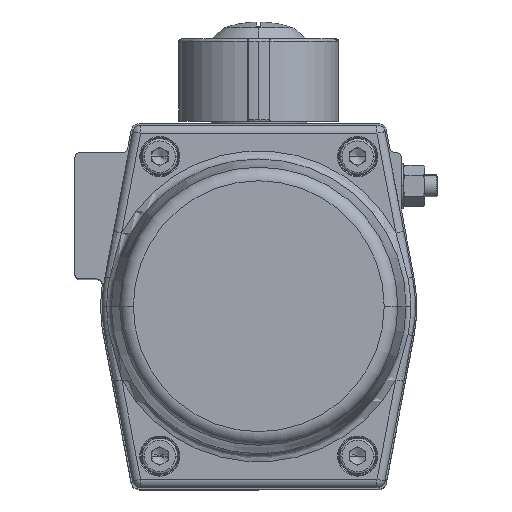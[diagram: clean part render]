
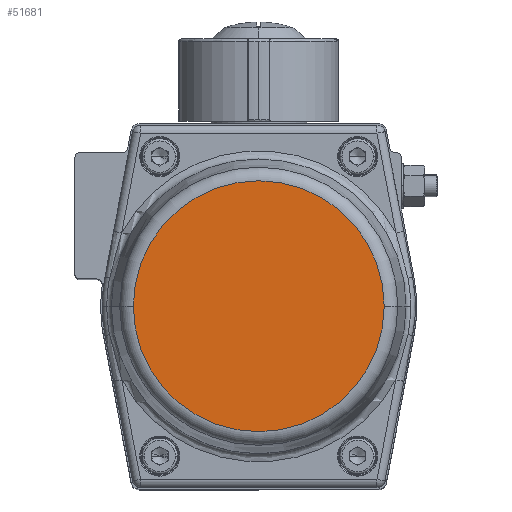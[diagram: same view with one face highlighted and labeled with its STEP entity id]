
A CAD part, top view. The second image highlights one B-rep face of the part: STEP entity #51681.
In plain terms, the highlighted planar face has unit normal (0, 0, 1).
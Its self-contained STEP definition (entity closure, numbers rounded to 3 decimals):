
#8221 = AXIS2_PLACEMENT_3D ( 'NONE', #28493, #73628, #42580 ) ;
#16469 = VERTEX_POINT ( 'NONE', #33579 ) ;
#16834 = VERTEX_POINT ( 'NONE', #39348 ) ;
#18332 = ORIENTED_EDGE ( 'NONE', *, *, #28552, .F. ) ;
#25171 = AXIS2_PLACEMENT_3D ( 'NONE', #43920, #76609, #50406 ) ;
#28493 = CARTESIAN_POINT ( 'NONE',  ( 0., 0., 135. ) ) ;
#28552 = EDGE_CURVE ( 'NONE', #16834, #16469, #63061, .T. ) ;
#33579 = CARTESIAN_POINT ( 'NONE',  ( 45.664, 0., 135. ) ) ;
#33759 = CARTESIAN_POINT ( 'NONE',  ( 0., 0., 135. ) ) ;
#38488 = FACE_OUTER_BOUND ( 'NONE', #65112, .T. ) ;
#39348 = CARTESIAN_POINT ( 'NONE',  ( -45.664, 0., 135. ) ) ;
#41925 = CIRCLE ( 'NONE', #25171, 45.664 ) ;
#42580 = DIRECTION ( 'NONE',  ( 1., 0., 0. ) ) ;
#43920 = CARTESIAN_POINT ( 'NONE',  ( 0., 0., 135. ) ) ;
#49482 = AXIS2_PLACEMENT_3D ( 'NONE', #33759, #53180, #78880 ) ;
#50406 = DIRECTION ( 'NONE',  ( -1., 0., 0. ) ) ;
#51681 = ADVANCED_FACE ( 'NONE', ( #38488 ), #81228, .F. ) ;
#53180 = DIRECTION ( 'NONE',  ( 0., 0., -1. ) ) ;
#63061 = CIRCLE ( 'NONE', #49482, 45.664 ) ;
#65112 = EDGE_LOOP ( 'NONE', ( #18332, #82641 ) ) ;
#73048 = EDGE_CURVE ( 'NONE', #16469, #16834, #41925, .T. ) ;
#73628 = DIRECTION ( 'NONE',  ( 0., 0., -1. ) ) ;
#76609 = DIRECTION ( 'NONE',  ( 0., 0., -1. ) ) ;
#78880 = DIRECTION ( 'NONE',  ( -1., 0., 0. ) ) ;
#81228 = PLANE ( 'NONE',  #8221 ) ;
#82641 = ORIENTED_EDGE ( 'NONE', *, *, #73048, .F. ) ;
